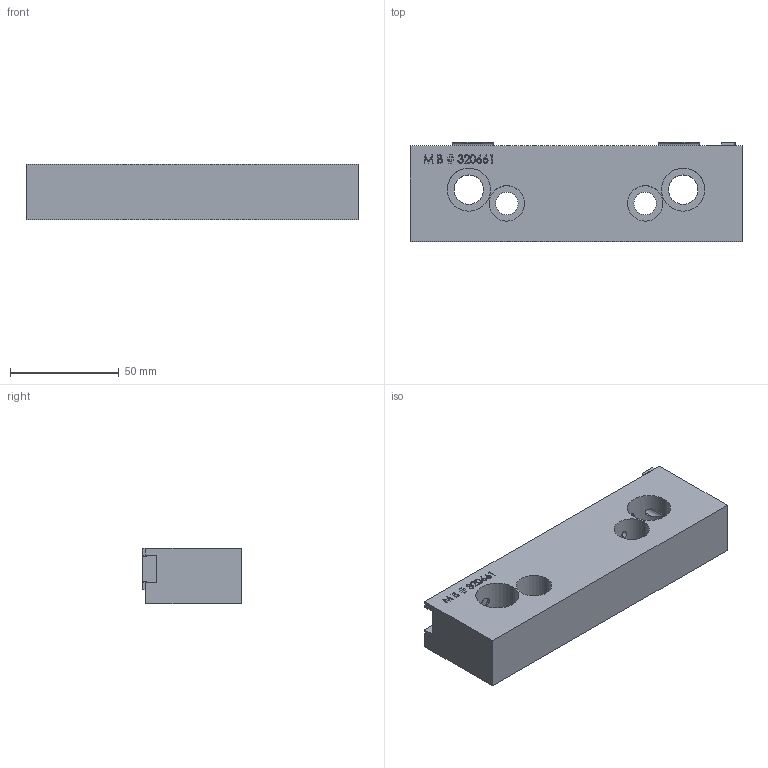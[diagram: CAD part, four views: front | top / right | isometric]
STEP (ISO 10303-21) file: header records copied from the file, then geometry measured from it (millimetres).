
FILE_DESCRIPTION (( 'STEP AP203' ), '1' );
FILE_NAME ('32066.STEP', '2019-11-27T15:20:37', ( 'Marc' ), ( 'Microsoft' ), 'SwSTEP 2.0', 'SolidWorks 2018', '' );
FILE_SCHEMA (( 'CONFIG_CONTROL_DESIGN' ));
Length unit declared in the file: inch
Products named in the file (7): 320501_320501; M58MM LHCS_M58MM LHCS; 32020_32020; 33050_33050; 320201_320201; 320661_320661; 32066
Assembly tree (8 placements, depth 3):
  32066
    33050_33050  x2
      320501_320501
      M58MM LHCS_M58MM LHCS
    32020_32020
      320201_320201
    320661_320661
    M58MM LHCS_M58MM LHCS
Bounding box: 152.4 x 45.47 x 25.4 mm (x, y, z)
Volume: 142677.7 mm3; surface area: 34641.6 mm2
Topology: 7 solids, 7 shells, 556 faces, 1391 edges, 869 vertices
Faces by surface type: plane 232, cylinder 164, cone 93, bspline 67
Entity records: 18124 total; most frequent: CARTESIAN_POINT 8048, ORIENTED_EDGE 2050, DIRECTION 1686, EDGE_CURVE 1025, VERTEX_POINT 649, LINE 634, VECTOR 634, AXIS2_PLACEMENT_3D 526
